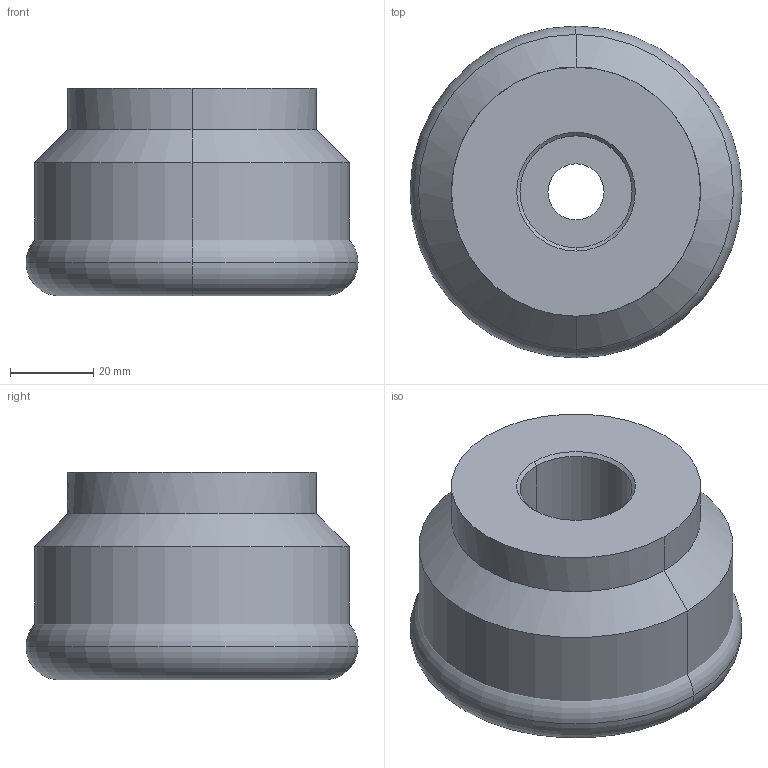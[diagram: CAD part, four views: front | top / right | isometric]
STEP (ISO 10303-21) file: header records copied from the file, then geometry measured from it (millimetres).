
FILE_DESCRIPTION(('no description'),'unknown implementation level');
FILE_NAME('solida4rBqLbtM7ELyiBAex724IO4G4A_1.STP',' ',('CIM GmbH Aachen'),('CADClick - KiM GmbH - www.kimweb.de'),'unknown preprocess','ACIS','unknown authorization');
FILE_SCHEMA(('automotive_design'));
Length unit declared in the file: millimetre
Products named in the file (2): 1; 2
Bounding box: 80 x 80 x 50 mm (x, y, z)
Volume: 189920.7 mm3; surface area: 31504.6 mm2
Topology: 2 solids, 2 shells, 44 faces, 105 edges, 65 vertices
Faces by surface type: cylinder 19, plane 11, torus 8, cone 6
Entity records: 2886 total; most frequent: CARTESIAN_POINT 602, DIRECTION 232, STYLED_ITEM 216, PRESENTATION_STYLE_ASSIGNMENT 216, COLOUR_RGB 216, ORIENTED_EDGE 210, EDGE_CURVE 105, CURVE_STYLE 105
